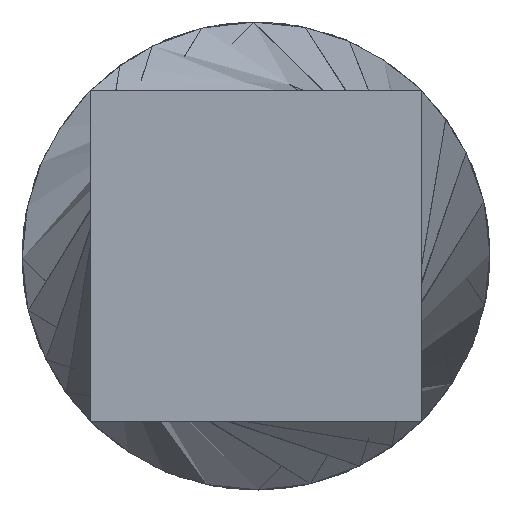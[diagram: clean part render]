
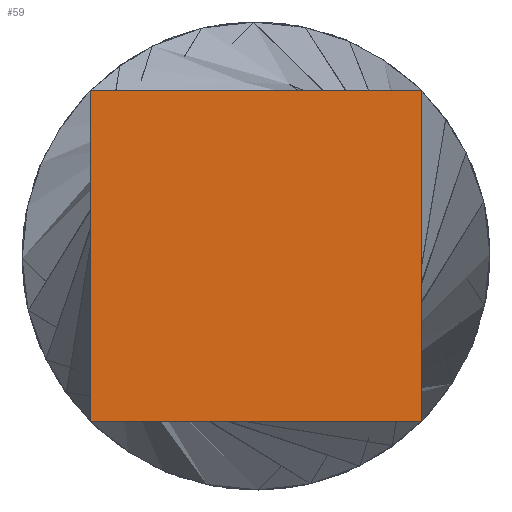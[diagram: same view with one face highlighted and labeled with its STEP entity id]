
A CAD part, front view. The second image highlights one B-rep face of the part: STEP entity #59.
In plain terms, the highlighted planar face has unit normal (0, -1, 0).
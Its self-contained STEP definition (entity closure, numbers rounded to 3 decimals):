
#59 = ADVANCED_FACE ( 'NONE', ( #7190 ), #10313, .F. ) ;
#227 = B_SPLINE_CURVE_WITH_KNOTS ( 'NONE', 3,
 ( #2576, #9202, #1279, #5979 ),
 .UNSPECIFIED., .F., .F.,
 ( 4, 4 ),
 ( 0., 1. ),
 .UNSPECIFIED. ) ;
#506 = B_SPLINE_CURVE_WITH_KNOTS ( 'NONE', 3,
 ( #4269, #1942, #2089, #9279 ),
 .UNSPECIFIED., .F., .F.,
 ( 4, 4 ),
 ( 0., 1. ),
 .UNSPECIFIED. ) ;
#1241 = VERTEX_POINT ( 'NONE', #8347 ) ;
#1279 = CARTESIAN_POINT ( 'NONE',  ( 12.5, 0., -4.167 ) ) ;
#1398 = CARTESIAN_POINT ( 'NONE',  ( 12.5, 0., 12.5 ) ) ;
#1423 = B_SPLINE_CURVE_WITH_KNOTS ( 'NONE', 3,
 ( #9936, #8312, #3554, #5134 ),
 .UNSPECIFIED., .F., .F.,
 ( 4, 4 ),
 ( 0., 1. ),
 .UNSPECIFIED. ) ;
#1444 = VERTEX_POINT ( 'NONE', #1398 ) ;
#1942 = CARTESIAN_POINT ( 'NONE',  ( -12.5, 0., -4.167 ) ) ;
#2089 = CARTESIAN_POINT ( 'NONE',  ( -12.5, 0., 4.167 ) ) ;
#2190 = CARTESIAN_POINT ( 'NONE',  ( 4.167, 0., 12.5 ) ) ;
#2463 = EDGE_CURVE ( 'NONE', #5588, #9678, #1423, .T. ) ;
#2576 = CARTESIAN_POINT ( 'NONE',  ( 12.5, 0., 12.5 ) ) ;
#2692 = EDGE_LOOP ( 'NONE', ( #3494, #5807, #5593, #6464 ) ) ;
#3364 = DIRECTION ( 'NONE',  ( 0., 0., 1. ) ) ;
#3494 = ORIENTED_EDGE ( 'NONE', *, *, #9689, .F. ) ;
#3554 = CARTESIAN_POINT ( 'NONE',  ( -4.167, 0., -12.5 ) ) ;
#4237 = AXIS2_PLACEMENT_3D ( 'NONE', #5076, #8223, #3364 ) ;
#4269 = CARTESIAN_POINT ( 'NONE',  ( -12.5, 0., -12.5 ) ) ;
#4681 = CARTESIAN_POINT ( 'NONE',  ( 12.5, 0., 12.5 ) ) ;
#5076 = CARTESIAN_POINT ( 'NONE',  ( 0., 0., 0. ) ) ;
#5134 = CARTESIAN_POINT ( 'NONE',  ( -12.5, 0., -12.5 ) ) ;
#5248 = CARTESIAN_POINT ( 'NONE',  ( -4.167, 0., 12.5 ) ) ;
#5588 = VERTEX_POINT ( 'NONE', #5759 ) ;
#5593 = ORIENTED_EDGE ( 'NONE', *, *, #2463, .F. ) ;
#5759 = CARTESIAN_POINT ( 'NONE',  ( 12.5, 0., -12.5 ) ) ;
#5807 = ORIENTED_EDGE ( 'NONE', *, *, #9668, .F. ) ;
#5979 = CARTESIAN_POINT ( 'NONE',  ( 12.5, 0., -12.5 ) ) ;
#6194 = CARTESIAN_POINT ( 'NONE',  ( -12.5, 0., -12.5 ) ) ;
#6464 = ORIENTED_EDGE ( 'NONE', *, *, #8846, .F. ) ;
#6918 = CARTESIAN_POINT ( 'NONE',  ( -12.5, 0., 12.5 ) ) ;
#7190 = FACE_OUTER_BOUND ( 'NONE', #2692, .T. ) ;
#8223 = DIRECTION ( 'NONE',  ( 0., 1., 0. ) ) ;
#8312 = CARTESIAN_POINT ( 'NONE',  ( 4.167, 0., -12.5 ) ) ;
#8347 = CARTESIAN_POINT ( 'NONE',  ( -12.5, 0., 12.5 ) ) ;
#8390 = B_SPLINE_CURVE_WITH_KNOTS ( 'NONE', 3,
 ( #6918, #5248, #2190, #4681 ),
 .UNSPECIFIED., .F., .F.,
 ( 4, 4 ),
 ( 0., 1. ),
 .UNSPECIFIED. ) ;
#8846 = EDGE_CURVE ( 'NONE', #1444, #5588, #227, .T. ) ;
#9202 = CARTESIAN_POINT ( 'NONE',  ( 12.5, 0., 4.167 ) ) ;
#9279 = CARTESIAN_POINT ( 'NONE',  ( -12.5, 0., 12.5 ) ) ;
#9668 = EDGE_CURVE ( 'NONE', #9678, #1241, #506, .T. ) ;
#9678 = VERTEX_POINT ( 'NONE', #6194 ) ;
#9689 = EDGE_CURVE ( 'NONE', #1241, #1444, #8390, .T. ) ;
#9936 = CARTESIAN_POINT ( 'NONE',  ( 12.5, 0., -12.5 ) ) ;
#10313 = PLANE ( 'NONE',  #4237 ) ;
